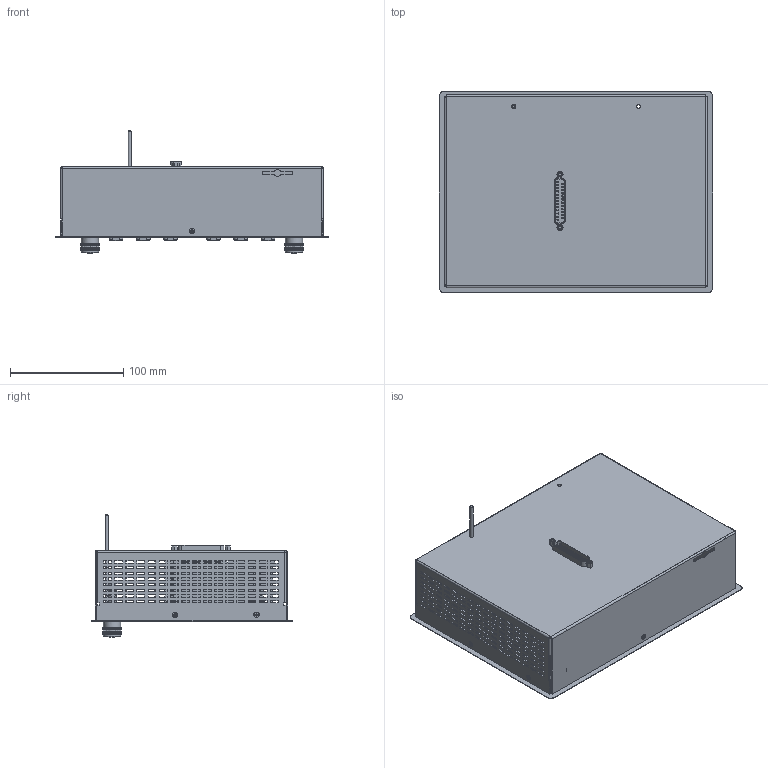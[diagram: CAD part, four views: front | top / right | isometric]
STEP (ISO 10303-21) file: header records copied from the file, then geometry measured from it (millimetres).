
FILE_DESCRIPTION(/* description */ (''),/* implementation_level */ '2;1');
FILE_NAME(/* name */ 'EFIS_INTEGRA_REMOTE_9_stp.stp',/* time_stamp */ '2013-05-02T10:58:27+02:00',/* author */ (''),/* organization */ (''),/* preprocessor_version */ 'ST-DEVELOPER v11',/* originating_system */ 'SIEMENS PLM Software NX 7.5',/* authorisation */ '');
FILE_SCHEMA (('AUTOMOTIVE_DESIGN { 1 0 10303 214 1 1 1 1 }'));
Products named in the file (1): sommC5855xen
Bounding box: 240.8 x 178 x 107.92 mm (x, y, z)
Volume: 426613.3 mm3; surface area: 339090.4 mm2
Topology: 25 solids, 25 shells, 4857 faces, 13442 edges, 8759 vertices
Faces by surface type: plane 3605, cylinder 970, bspline 152, cone 75, sphere 30, torus 25
Full cylindrical faces by diameter (mm): 1.567 x4, 2.013 x16, 2.459 x9, 2.5 x9, 2.7 x2, 2.75 x2, 2.8 x3, 3 x2, 3.2 x1, 3.5 x4, 4 x2, 4.3 x1, 4.4 x2, 4.7 x1, 4.8 x7, 6.3 x1, 7.2 x2, 7.8 x2, 9.2 x2, 9.5 x2, 15.2 x4, 15.5 x2, 17.6 x2, 18 x2
Entity records: 167488 total; most frequent: CARTESIAN_POINT 42702, ORIENTED_EDGE 26428, DIRECTION 24006, EDGE_CURVE 13214, LINE 10828, VECTOR 10828, VERTEX_POINT 8723, AXIS2_PLACEMENT_3D 6589
